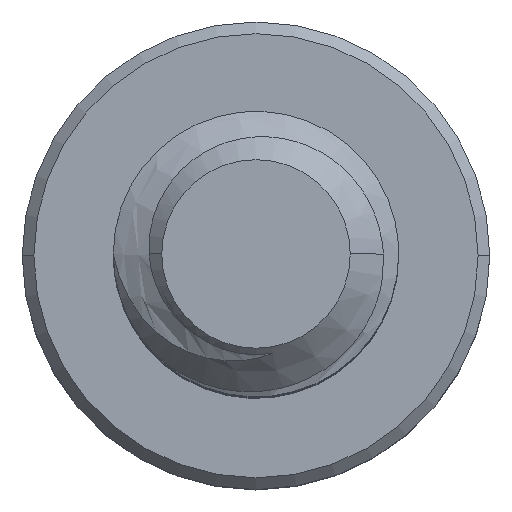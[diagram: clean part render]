
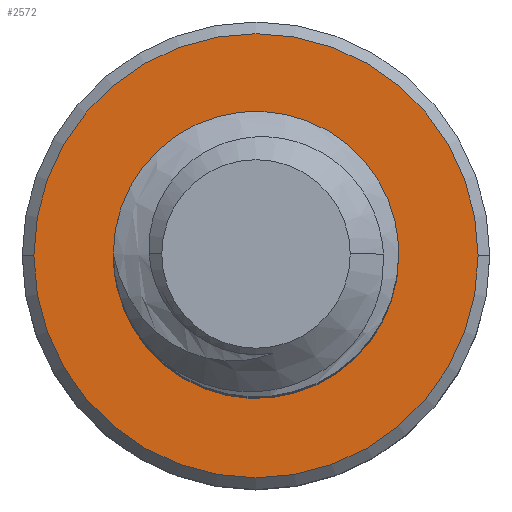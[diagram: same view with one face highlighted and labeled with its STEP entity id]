
A CAD part, top view. The second image highlights one B-rep face of the part: STEP entity #2572.
In plain terms, the highlighted planar face has unit normal (0, 0, 1).
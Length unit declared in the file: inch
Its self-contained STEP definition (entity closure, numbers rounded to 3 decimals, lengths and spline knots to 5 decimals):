
#342 = CARTESIAN_POINT ( 'NONE',  ( 0.03412, -0.03475, -0.5 ) ) ;
#343 = CARTESIAN_POINT ( 'NONE',  ( 0.03902, -0.03141, -0.5 ) ) ;
#344 = CARTESIAN_POINT ( 'NONE',  ( 0.04312, -0.02719, -0.5 ) ) ;
#345 = CARTESIAN_POINT ( 'NONE',  ( 0.04983, -0.01748, -0.5 ) ) ;
#346 = CARTESIAN_POINT ( 'NONE',  ( 0.05234, -0.0122, -0.5 ) ) ;
#347 = CARTESIAN_POINT ( 'NONE',  ( 0.05565, -0.00084, -0.5 ) ) ;
#348 = CARTESIAN_POINT ( 'NONE',  ( 0.05636, 0.00496, -0.5 ) ) ;
#349 = CARTESIAN_POINT ( 'NONE',  ( 0.05592, 0.01675, -0.5 ) ) ;
#350 = CARTESIAN_POINT ( 'NONE',  ( 0.05477, 0.0225, -0.5 ) ) ;
#351 = CARTESIAN_POINT ( 'NONE',  ( 0.04868, 0.03892, -0.5 ) ) ;
#352 = CARTESIAN_POINT ( 'NONE',  ( 0.04135, 0.04877, -0.5 ) ) ;
#353 = CARTESIAN_POINT ( 'NONE',  ( 0.02753, 0.05951, -0.5 ) ) ;
#354 = CARTESIAN_POINT ( 'NONE',  ( 0.02239, 0.06248, -0.5 ) ) ;
#355 = CARTESIAN_POINT ( 'NONE',  ( 0.01153, 0.06689, -0.5 ) ) ;
#356 = CARTESIAN_POINT ( 'NONE',  ( 0.00588, 0.06833, -0.5 ) ) ;
#362 = CARTESIAN_POINT ( 'NONE',  ( 0., 0.069, -0.5 ) ) ;
#377 = CARTESIAN_POINT ( 'NONE',  ( -0.04834, 0.04923, -0.5 ) ) ;
#378 = CARTESIAN_POINT ( 'NONE',  ( -0.052, 0.0446, -0.5 ) ) ;
#386 = CARTESIAN_POINT ( 'NONE',  ( -0.05507, 0.03952, -0.5 ) ) ;
#387 = CARTESIAN_POINT ( 'NONE',  ( -0.05982, 0.02885, -0.5 ) ) ;
#389 = CARTESIAN_POINT ( 'NONE',  ( -0.06148, 0.02312, -0.5 ) ) ;
#390 = CARTESIAN_POINT ( 'NONE',  ( -0.06309, 0.01154, -0.5 ) ) ;
#391 = CARTESIAN_POINT ( 'NONE',  ( -0.06307, 0.00562, -0.5 ) ) ;
#392 = CARTESIAN_POINT ( 'NONE',  ( -0.06135, -0.00599, -0.5 ) ) ;
#394 = CARTESIAN_POINT ( 'NONE',  ( -0.05968, -0.0116, -0.5 ) ) ;
#395 = CARTESIAN_POINT ( 'NONE',  ( -0.05226, -0.02769, -0.5 ) ) ;
#396 = CARTESIAN_POINT ( 'NONE',  ( -0.04432, -0.03688, -0.5 ) ) ;
#397 = CARTESIAN_POINT ( 'NONE',  ( -0.02368, -0.04845, -0.5 ) ) ;
#398 = CARTESIAN_POINT ( 'NONE',  ( -0.01169, -0.05058, -0.5 ) ) ;
#408 = CARTESIAN_POINT ( 'NONE',  ( 0., -0.0487, -0.5 ) ) ;
#486 = AXIS2_PLACEMENT_3D ( 'NONE', #4243, #4239, #4245 ) ;
#590 = DIRECTION ( 'NONE',  ( -1., 0., 0. ) ) ;
#591 = DIRECTION ( 'NONE',  ( 0., 0., 1. ) ) ;
#596 = CARTESIAN_POINT ( 'NONE',  ( 0., 0., -0.5 ) ) ;
#624 = DIRECTION ( 'NONE',  ( 1., 0., 0. ) ) ;
#628 = DIRECTION ( 'NONE',  ( 0., 0., -1. ) ) ;
#630 = CARTESIAN_POINT ( 'NONE',  ( 0., 0., -0.5 ) ) ;
#1044 = DIRECTION ( 'NONE',  ( 1., 0., 0. ) ) ;
#1045 = DIRECTION ( 'NONE',  ( 0., 0., 1. ) ) ;
#1074 = CARTESIAN_POINT ( 'NONE',  ( 0., 0., -0.5 ) ) ;
#1227 = VERTEX_POINT ( 'NONE', #1309 ) ;
#1309 = CARTESIAN_POINT ( 'NONE',  ( -0.04834, 0.04923, -0.5 ) ) ;
#1324 = CARTESIAN_POINT ( 'NONE',  ( -0.10735, 0., -0.5 ) ) ;
#1331 = CARTESIAN_POINT ( 'NONE',  ( 0.10735, 0., -0.5 ) ) ;
#1365 = VERTEX_POINT ( 'NONE', #1324 ) ;
#1375 = DIRECTION ( 'NONE',  ( -1., 0., 0. ) ) ;
#1578 = VERTEX_POINT ( 'NONE', #1996 ) ;
#1613 = CARTESIAN_POINT ( 'NONE',  ( 0.03412, -0.03475, -0.5 ) ) ;
#1701 = PLANE ( 'NONE',  #2725 ) ;
#1702 = DIRECTION ( 'NONE',  ( 0., 0., -1. ) ) ;
#1704 = CARTESIAN_POINT ( 'NONE',  ( 0., 0., -0.5 ) ) ;
#1775 = VERTEX_POINT ( 'NONE', #1613 ) ;
#1880 = CARTESIAN_POINT ( 'NONE',  ( 0., 0.069, -0.5 ) ) ;
#1996 = CARTESIAN_POINT ( 'NONE',  ( 0., -0.0487, -0.5 ) ) ;
#2040 = VERTEX_POINT ( 'NONE', #1331 ) ;
#2122 = AXIS2_PLACEMENT_3D ( 'NONE', #1074, #1045, #1044 ) ;
#2131 = AXIS2_PLACEMENT_3D ( 'NONE', #630, #628, #624 ) ;
#2132 = AXIS2_PLACEMENT_3D ( 'NONE', #596, #591, #590 ) ;
#2193 = VERTEX_POINT ( 'NONE', #1880 ) ;
#2572 = ADVANCED_FACE ( 'NONE', ( #3540, #3537 ), #1701, .F. ) ;
#2669 = EDGE_CURVE ( 'NONE', #2040, #1365, #3317, .T. ) ;
#2725 = AXIS2_PLACEMENT_3D ( 'NONE', #1704, #1702, #1375 ) ;
#2781 = EDGE_CURVE ( 'NONE', #2193, #1227, #3392, .T. ) ;
#2837 = EDGE_CURVE ( 'NONE', #1775, #1578, #3489, .T. ) ;
#2840 = EDGE_CURVE ( 'NONE', #1365, #2040, #3504, .T. ) ;
#2875 = EDGE_CURVE ( 'NONE', #1578, #1227, #4536, .T. ) ;
#2878 = EDGE_CURVE ( 'NONE', #2193, #1775, #4533, .T. ) ;
#3317 = CIRCLE ( 'NONE', #486, 0.10735 ) ;
#3392 = CIRCLE ( 'NONE', #2122, 0.069 ) ;
#3489 = CIRCLE ( 'NONE', #2131, 0.0487 ) ;
#3504 = CIRCLE ( 'NONE', #2132, 0.10735 ) ;
#3537 = FACE_BOUND ( 'NONE', #3707, .T. ) ;
#3540 = FACE_OUTER_BOUND ( 'NONE', #3641, .T. ) ;
#3641 = EDGE_LOOP ( 'NONE', ( #4076, #4133 ) ) ;
#3698 = ORIENTED_EDGE ( 'NONE', *, *, #2878, .T. ) ;
#3707 = EDGE_LOOP ( 'NONE', ( #3720, #3698, #3711, #3844 ) ) ;
#3711 = ORIENTED_EDGE ( 'NONE', *, *, #2837, .T. ) ;
#3720 = ORIENTED_EDGE ( 'NONE', *, *, #2781, .F. ) ;
#3844 = ORIENTED_EDGE ( 'NONE', *, *, #2875, .T. ) ;
#4076 = ORIENTED_EDGE ( 'NONE', *, *, #2840, .T. ) ;
#4133 = ORIENTED_EDGE ( 'NONE', *, *, #2669, .T. ) ;
#4239 = DIRECTION ( 'NONE',  ( 0., 0., 1. ) ) ;
#4243 = CARTESIAN_POINT ( 'NONE',  ( 0., 0., -0.5 ) ) ;
#4245 = DIRECTION ( 'NONE',  ( -1., 0., 0. ) ) ;
#4533 = B_SPLINE_CURVE_WITH_KNOTS ( 'NONE', 3,
 ( #362, #356, #355, #354, #353, #352, #351, #350, #349, #348, #347, #346, #345, #344, #343, #342 ),
 .UNSPECIFIED., .F., .F.,
 ( 4, 2, 2, 2, 2, 2, 2, 4 ),
 ( 0., 0.00044, 0.00089, 0.00178, 0.00222, 0.00267, 0.00311, 0.00355 ),
 .UNSPECIFIED. ) ;
#4536 = B_SPLINE_CURVE_WITH_KNOTS ( 'NONE', 3,
 ( #408, #398, #397, #396, #395, #394, #392, #391, #390, #389, #387, #386, #378, #377 ),
 .UNSPECIFIED., .F., .F.,
 ( 4, 2, 2, 2, 2, 2, 4 ),
 ( 0., 0.00089, 0.00178, 0.00222, 0.00267, 0.00311, 0.00356 ),
 .UNSPECIFIED. ) ;
